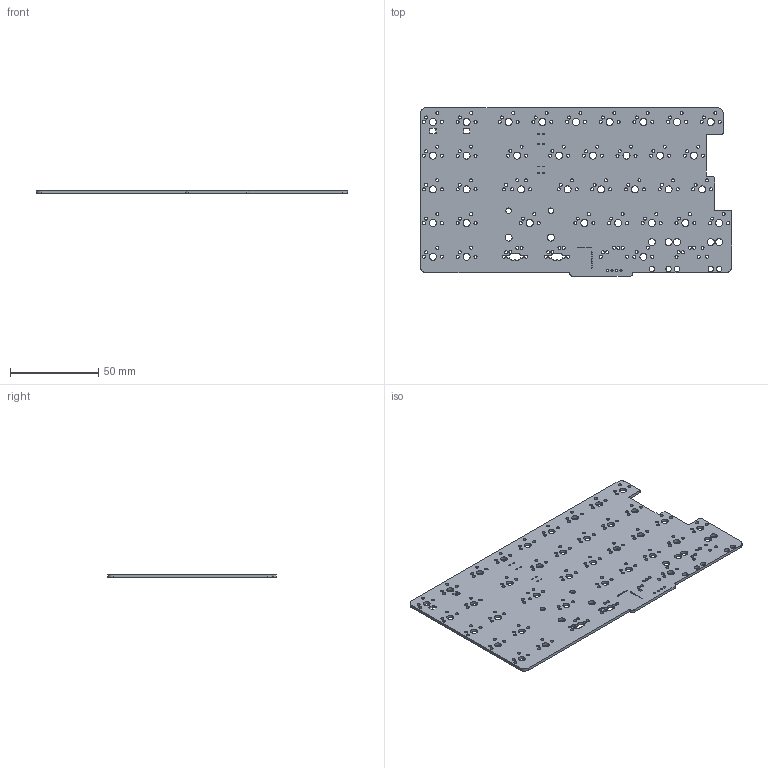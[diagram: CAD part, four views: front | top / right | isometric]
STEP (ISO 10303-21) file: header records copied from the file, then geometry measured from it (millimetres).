
FILE_DESCRIPTION(/* description */ ('STEP AP242','CAx-IF Rec.Pracs.---Representation and Presentation of Product Manufacturing Information (PMI)---4.0---2014-10-13','CAx-IF Rec.Pracs.---3D Tessellated Geometry---0.4---2014-09-14','2;1'),/* implementation_level */ '2;1');
FILE_NAME(/* name */ '663a6dc77e4ec55cafe69a57',/* time_stamp */ '2024-05-07T18:07:04Z',/* author */ (''),/* organization */ (''),/* preprocessor_version */ 'ST-DEVELOPER v20',/* originating_system */ ' ',/* authorisation */ ' ');
FILE_SCHEMA (('AP242_MANAGED_MODEL_BASED_3D_ENGINEERING_MIM_LF { 1 0 10303 442 1 1 4 }'));
Length unit declared in the file: metre
Products named in the file (1): VUA PCB
Bounding box: 175.93 x 95.2 x 1.6 mm (x, y, z)
Volume: 23659.2 mm3; surface area: 33143.5 mm2
Topology: 1 solids, 1 shells, 330 faces, 984 edges, 656 vertices
Faces by surface type: cylinder 306, plane 24
Full cylindrical faces by diameter (mm): 0.4 x16, 0.5 x15, 1.2 x4, 1.7 x91, 1.75 x82, 3.048 x7, 3.988 x43
Entity records: 11240 total; most frequent: DIRECTION 2000, CARTESIAN_POINT 1713, ORIENTED_EDGE 1452, EDGE_LOOP 1112, FACE_BOUND 1112, AXIS2_PLACEMENT_3D 943, EDGE_CURVE 726, VERTEX_POINT 656
